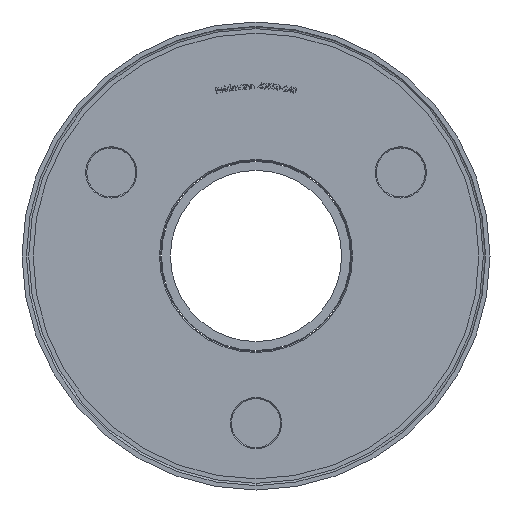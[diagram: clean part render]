
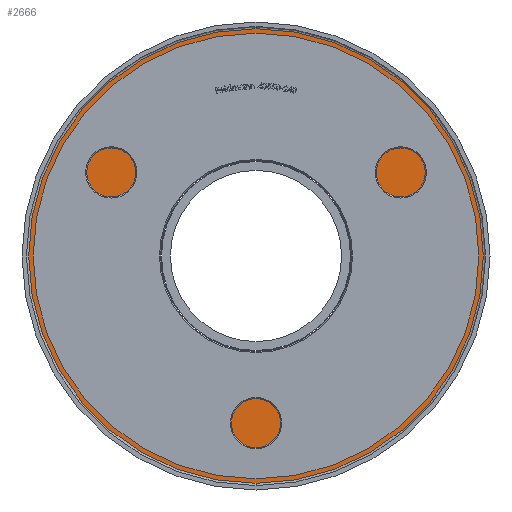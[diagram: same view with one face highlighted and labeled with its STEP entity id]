
A CAD part, front view. The second image highlights one B-rep face of the part: STEP entity #2666.
In plain terms, the highlighted planar face has unit normal (0, -1, 0).
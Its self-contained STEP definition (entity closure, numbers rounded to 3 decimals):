
#292 = AXIS2_PLACEMENT_3D ( 'NONE', #10953, #12215, #14283 ) ;
#592 = CARTESIAN_POINT ( 'NONE',  ( 0., 24., 0. ) ) ;
#1400 = VERTEX_POINT ( 'NONE', #12034 ) ;
#1418 = CARTESIAN_POINT ( 'NONE',  ( 0., 24., 21.5 ) ) ;
#2083 = FACE_BOUND ( 'NONE', #9465, .T. ) ;
#2578 = CARTESIAN_POINT ( 'NONE',  ( 0., 24., 0. ) ) ;
#2666 = ADVANCED_FACE ( 'NONE', ( #2083, #11462 ), #6434, .F. ) ;
#3010 = DIRECTION ( 'NONE',  ( 0., -1., 0. ) ) ;
#3562 = AXIS2_PLACEMENT_3D ( 'NONE', #2578, #6982, #10495 ) ;
#3977 = CARTESIAN_POINT ( 'NONE',  ( 0., 24., -21.5 ) ) ;
#3992 = DIRECTION ( 'NONE',  ( 0., 0., -1. ) ) ;
#4268 = CIRCLE ( 'NONE', #10022, 51. ) ;
#5018 = CARTESIAN_POINT ( 'NONE',  ( 0., 24., 0. ) ) ;
#5588 = CIRCLE ( 'NONE', #3562, 51. ) ;
#5912 = ORIENTED_EDGE ( 'NONE', *, *, #13414, .T. ) ;
#6318 = VERTEX_POINT ( 'NONE', #1418 ) ;
#6434 = PLANE ( 'NONE',  #292 ) ;
#6491 = CARTESIAN_POINT ( 'NONE',  ( 0., 24., 0. ) ) ;
#6923 = EDGE_CURVE ( 'NONE', #6318, #13020, #8736, .T. ) ;
#6982 = DIRECTION ( 'NONE',  ( 0., -1., 0. ) ) ;
#7352 = EDGE_CURVE ( 'NONE', #1400, #12651, #4268, .T. ) ;
#7417 = DIRECTION ( 'NONE',  ( 0., -1., 0. ) ) ;
#8486 = CARTESIAN_POINT ( 'NONE',  ( 0., 24., 51. ) ) ;
#8736 = CIRCLE ( 'NONE', #8796, 21.5 ) ;
#8796 = AXIS2_PLACEMENT_3D ( 'NONE', #5018, #7417, #12958 ) ;
#8978 = EDGE_CURVE ( 'NONE', #13020, #6318, #9310, .T. ) ;
#9307 = ORIENTED_EDGE ( 'NONE', *, *, #7352, .T. ) ;
#9310 = CIRCLE ( 'NONE', #9936, 21.5 ) ;
#9465 = EDGE_LOOP ( 'NONE', ( #11555, #10269 ) ) ;
#9760 = DIRECTION ( 'NONE',  ( 0., 0., -1. ) ) ;
#9936 = AXIS2_PLACEMENT_3D ( 'NONE', #6491, #14340, #9760 ) ;
#10022 = AXIS2_PLACEMENT_3D ( 'NONE', #592, #3010, #3992 ) ;
#10269 = ORIENTED_EDGE ( 'NONE', *, *, #6923, .F. ) ;
#10495 = DIRECTION ( 'NONE',  ( 0., 0., -1. ) ) ;
#10953 = CARTESIAN_POINT ( 'NONE',  ( -51., 24., 0. ) ) ;
#11462 = FACE_OUTER_BOUND ( 'NONE', #13844, .T. ) ;
#11555 = ORIENTED_EDGE ( 'NONE', *, *, #8978, .F. ) ;
#12034 = CARTESIAN_POINT ( 'NONE',  ( 0., 24., -51. ) ) ;
#12215 = DIRECTION ( 'NONE',  ( 0., 1., 0. ) ) ;
#12651 = VERTEX_POINT ( 'NONE', #8486 ) ;
#12958 = DIRECTION ( 'NONE',  ( 0., 0., -1. ) ) ;
#13020 = VERTEX_POINT ( 'NONE', #3977 ) ;
#13414 = EDGE_CURVE ( 'NONE', #12651, #1400, #5588, .T. ) ;
#13844 = EDGE_LOOP ( 'NONE', ( #9307, #5912 ) ) ;
#14283 = DIRECTION ( 'NONE',  ( 0., 0., 1. ) ) ;
#14340 = DIRECTION ( 'NONE',  ( 0., -1., 0. ) ) ;
